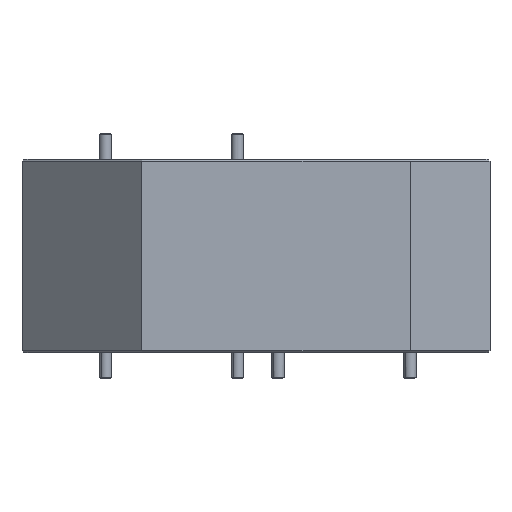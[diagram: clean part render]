
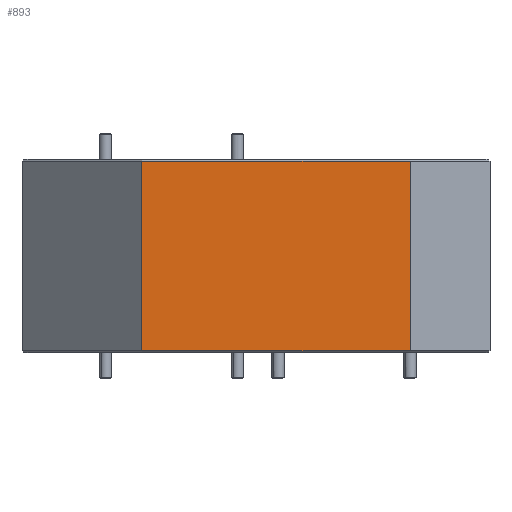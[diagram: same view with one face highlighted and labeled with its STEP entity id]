
A CAD part, left-side view. The second image highlights one B-rep face of the part: STEP entity #893.
In plain terms, the highlighted planar face has unit normal (-1, 0, 0).
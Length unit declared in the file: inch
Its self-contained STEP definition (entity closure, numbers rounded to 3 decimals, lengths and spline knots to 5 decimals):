
#893 = ADVANCED_FACE ( 'NONE', ( #15505 ), #8953, .T. ) ;
#1507 = CARTESIAN_POINT ( 'NONE',  ( -0.99953, -0.47253, -3.76831 ) ) ;
#2252 = VECTOR ( 'NONE', #26038, 39.37008 ) ;
#2666 = EDGE_CURVE ( 'NONE', #28179, #21854, #9831, .T. ) ;
#4060 = ORIENTED_EDGE ( 'NONE', *, *, #22154, .T. ) ;
#4105 = CARTESIAN_POINT ( 'NONE',  ( -0.99953, 0.87747, 0.49017 ) ) ;
#5993 = ORIENTED_EDGE ( 'NONE', *, *, #23999, .T. ) ;
#6287 = VERTEX_POINT ( 'NONE', #4105 ) ;
#7273 = ORIENTED_EDGE ( 'NONE', *, *, #15817, .T. ) ;
#8953 = PLANE ( 'NONE',  #19544 ) ;
#9831 = LINE ( 'NONE', #14207, #11472 ) ;
#10096 = LINE ( 'NONE', #1507, #28379 ) ;
#10857 = CARTESIAN_POINT ( 'NONE',  ( -0.99953, 1.47747, -3.76831 ) ) ;
#11472 = VECTOR ( 'NONE', #24914, 39.37008 ) ;
#12882 = CARTESIAN_POINT ( 'NONE',  ( -0.99953, 0.87747, -0.45991 ) ) ;
#13147 = LINE ( 'NONE', #24155, #2252 ) ;
#13344 = CARTESIAN_POINT ( 'NONE',  ( -0.99953, -0.47253, -0.45991 ) ) ;
#13994 = VECTOR ( 'NONE', #21019, 39.37008 ) ;
#14207 = CARTESIAN_POINT ( 'NONE',  ( -0.99953, 1.47747, -0.45991 ) ) ;
#15021 = DIRECTION ( 'NONE',  ( 0., 0., 1. ) ) ;
#15505 = FACE_OUTER_BOUND ( 'NONE', #17425, .T. ) ;
#15810 = VERTEX_POINT ( 'NONE', #17502 ) ;
#15817 = EDGE_CURVE ( 'NONE', #6287, #28179, #13147, .T. ) ;
#17390 = DIRECTION ( 'NONE',  ( 0., -1., 0. ) ) ;
#17425 = EDGE_LOOP ( 'NONE', ( #7273, #27430, #5993, #4060 ) ) ;
#17502 = CARTESIAN_POINT ( 'NONE',  ( -0.99953, -0.47253, 0.49017 ) ) ;
#17667 = DIRECTION ( 'NONE',  ( -1., 0., 0. ) ) ;
#19544 = AXIS2_PLACEMENT_3D ( 'NONE', #10857, #17667, #17390 ) ;
#21019 = DIRECTION ( 'NONE',  ( 0., 1., 0. ) ) ;
#21308 = CARTESIAN_POINT ( 'NONE',  ( -0.99953, 1.47747, 0.49017 ) ) ;
#21446 = LINE ( 'NONE', #21308, #13994 ) ;
#21854 = VERTEX_POINT ( 'NONE', #13344 ) ;
#22154 = EDGE_CURVE ( 'NONE', #15810, #6287, #21446, .T. ) ;
#23999 = EDGE_CURVE ( 'NONE', #21854, #15810, #10096, .T. ) ;
#24155 = CARTESIAN_POINT ( 'NONE',  ( -0.99953, 0.87747, -3.76831 ) ) ;
#24914 = DIRECTION ( 'NONE',  ( 0., -1., 0. ) ) ;
#26038 = DIRECTION ( 'NONE',  ( 0., 0., -1. ) ) ;
#27430 = ORIENTED_EDGE ( 'NONE', *, *, #2666, .T. ) ;
#28179 = VERTEX_POINT ( 'NONE', #12882 ) ;
#28379 = VECTOR ( 'NONE', #15021, 39.37008 ) ;
